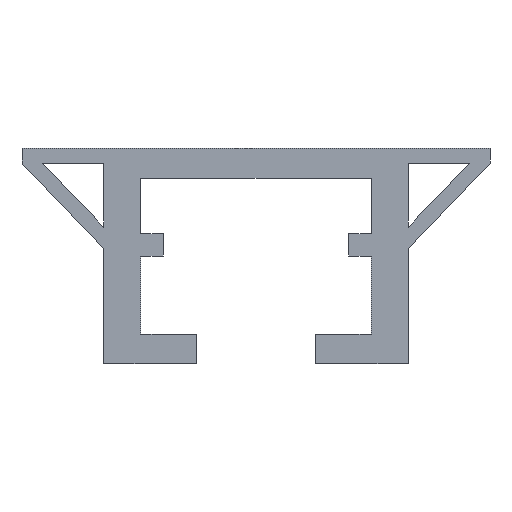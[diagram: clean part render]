
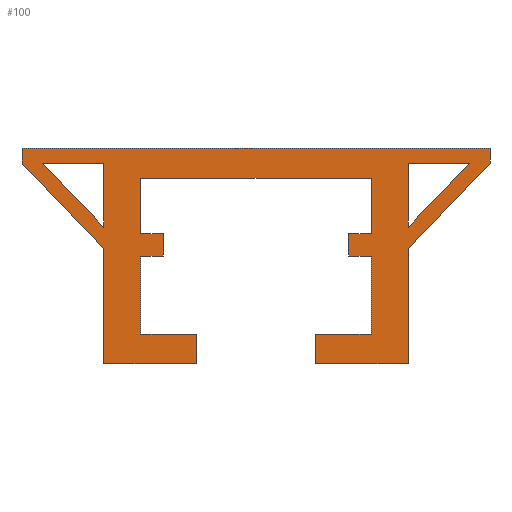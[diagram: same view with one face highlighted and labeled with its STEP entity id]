
A CAD part, front view. The second image highlights one B-rep face of the part: STEP entity #100.
In plain terms, the highlighted planar face has unit normal (0, -1, 0).
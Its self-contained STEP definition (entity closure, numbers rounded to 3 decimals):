
#100=ADVANCED_FACE('',(#160,#161,#162),#163,.T.);
#160=FACE_OUTER_BOUND('',#228,.T.);
#161=FACE_BOUND('',#229,.T.);
#162=FACE_BOUND('',#230,.T.);
#163=PLANE('',#231);
#228=EDGE_LOOP('',(#445,#446,#447,#448,#449,#450,#451,#452,#453,#454,#455,#456,#457,#458,#459,#460,#461,#462,#463,#464,#465,#466,#467,#468));
#229=EDGE_LOOP('',(#469,#470,#471));
#230=EDGE_LOOP('',(#472,#473,#474));
#231=AXIS2_PLACEMENT_3D('',#475,#476,#477);
#445=ORIENTED_EDGE('',*,*,#520,.F.);
#446=ORIENTED_EDGE('',*,*,#590,.F.);
#447=ORIENTED_EDGE('',*,*,#587,.F.);
#448=ORIENTED_EDGE('',*,*,#584,.F.);
#449=ORIENTED_EDGE('',*,*,#581,.F.);
#450=ORIENTED_EDGE('',*,*,#578,.F.);
#451=ORIENTED_EDGE('',*,*,#575,.F.);
#452=ORIENTED_EDGE('',*,*,#572,.F.);
#453=ORIENTED_EDGE('',*,*,#569,.F.);
#454=ORIENTED_EDGE('',*,*,#566,.F.);
#455=ORIENTED_EDGE('',*,*,#563,.F.);
#456=ORIENTED_EDGE('',*,*,#560,.F.);
#457=ORIENTED_EDGE('',*,*,#557,.F.);
#458=ORIENTED_EDGE('',*,*,#554,.F.);
#459=ORIENTED_EDGE('',*,*,#551,.F.);
#460=ORIENTED_EDGE('',*,*,#548,.F.);
#461=ORIENTED_EDGE('',*,*,#545,.F.);
#462=ORIENTED_EDGE('',*,*,#542,.F.);
#463=ORIENTED_EDGE('',*,*,#539,.F.);
#464=ORIENTED_EDGE('',*,*,#536,.F.);
#465=ORIENTED_EDGE('',*,*,#533,.F.);
#466=ORIENTED_EDGE('',*,*,#530,.F.);
#467=ORIENTED_EDGE('',*,*,#527,.F.);
#468=ORIENTED_EDGE('',*,*,#524,.F.);
#469=ORIENTED_EDGE('',*,*,#598,.T.);
#470=ORIENTED_EDGE('',*,*,#599,.T.);
#471=ORIENTED_EDGE('',*,*,#600,.T.);
#472=ORIENTED_EDGE('',*,*,#601,.T.);
#473=ORIENTED_EDGE('',*,*,#602,.T.);
#474=ORIENTED_EDGE('',*,*,#603,.T.);
#475=CARTESIAN_POINT('',(-31.5,0.0,-29.0));
#476=DIRECTION('',(0.0,-1.0,0.0));
#477=DIRECTION('',(0.0,0.0,-1.0));
#520=EDGE_CURVE('',#610,#611,#612,.T.);
#524=EDGE_CURVE('',#611,#618,#619,.T.);
#527=EDGE_CURVE('',#618,#623,#624,.T.);
#530=EDGE_CURVE('',#623,#628,#629,.T.);
#533=EDGE_CURVE('',#628,#633,#634,.T.);
#536=EDGE_CURVE('',#633,#638,#639,.T.);
#539=EDGE_CURVE('',#638,#643,#644,.T.);
#542=EDGE_CURVE('',#643,#648,#649,.T.);
#545=EDGE_CURVE('',#648,#653,#654,.T.);
#548=EDGE_CURVE('',#653,#658,#659,.T.);
#551=EDGE_CURVE('',#658,#663,#664,.T.);
#554=EDGE_CURVE('',#663,#668,#669,.T.);
#557=EDGE_CURVE('',#668,#673,#674,.T.);
#560=EDGE_CURVE('',#673,#678,#679,.T.);
#563=EDGE_CURVE('',#678,#683,#684,.T.);
#566=EDGE_CURVE('',#683,#688,#689,.T.);
#569=EDGE_CURVE('',#688,#693,#694,.T.);
#572=EDGE_CURVE('',#693,#698,#699,.T.);
#575=EDGE_CURVE('',#698,#703,#704,.T.);
#578=EDGE_CURVE('',#703,#708,#709,.T.);
#581=EDGE_CURVE('',#708,#713,#714,.T.);
#584=EDGE_CURVE('',#713,#718,#719,.T.);
#587=EDGE_CURVE('',#718,#723,#724,.T.);
#590=EDGE_CURVE('',#723,#610,#728,.T.);
#598=EDGE_CURVE('',#742,#743,#744,.T.);
#599=EDGE_CURVE('',#743,#745,#746,.T.);
#600=EDGE_CURVE('',#745,#742,#747,.T.);
#601=EDGE_CURVE('',#748,#749,#750,.T.);
#602=EDGE_CURVE('',#749,#751,#752,.T.);
#603=EDGE_CURVE('',#751,#748,#753,.T.);
#610=VERTEX_POINT('',#760);
#611=VERTEX_POINT('',#761);
#612=LINE('',#762,#763);
#618=VERTEX_POINT('',#772);
#619=LINE('',#773,#774);
#623=VERTEX_POINT('',#780);
#624=LINE('',#781,#782);
#628=VERTEX_POINT('',#788);
#629=LINE('',#789,#790);
#633=VERTEX_POINT('',#796);
#634=LINE('',#797,#798);
#638=VERTEX_POINT('',#804);
#639=LINE('',#805,#806);
#643=VERTEX_POINT('',#812);
#644=LINE('',#813,#814);
#648=VERTEX_POINT('',#820);
#649=LINE('',#821,#822);
#653=VERTEX_POINT('',#828);
#654=LINE('',#829,#830);
#658=VERTEX_POINT('',#836);
#659=LINE('',#837,#838);
#663=VERTEX_POINT('',#844);
#664=LINE('',#845,#846);
#668=VERTEX_POINT('',#852);
#669=LINE('',#853,#854);
#673=VERTEX_POINT('',#860);
#674=LINE('',#861,#862);
#678=VERTEX_POINT('',#868);
#679=LINE('',#869,#870);
#683=VERTEX_POINT('',#876);
#684=LINE('',#877,#878);
#688=VERTEX_POINT('',#884);
#689=LINE('',#885,#886);
#693=VERTEX_POINT('',#892);
#694=LINE('',#893,#894);
#698=VERTEX_POINT('',#900);
#699=LINE('',#901,#902);
#703=VERTEX_POINT('',#908);
#704=LINE('',#909,#910);
#708=VERTEX_POINT('',#916);
#709=LINE('',#917,#918);
#713=VERTEX_POINT('',#924);
#714=LINE('',#925,#926);
#718=VERTEX_POINT('',#932);
#719=LINE('',#933,#934);
#723=VERTEX_POINT('',#940);
#724=LINE('',#941,#942);
#728=LINE('',#948,#949);
#742=VERTEX_POINT('',#970);
#743=VERTEX_POINT('',#971);
#744=LINE('',#972,#973);
#745=VERTEX_POINT('',#974);
#746=LINE('',#975,#976);
#747=LINE('',#977,#978);
#748=VERTEX_POINT('',#979);
#749=VERTEX_POINT('',#980);
#750=LINE('',#981,#982);
#751=VERTEX_POINT('',#983);
#752=LINE('',#984,#985);
#753=LINE('',#986,#987);
#760=CARTESIAN_POINT('',(-31.5,0.0,-2.0));
#761=CARTESIAN_POINT('',(-31.5,0.0,0.));
#762=CARTESIAN_POINT('',(-31.5,0.0,0.));
#763=VECTOR('',#1000,1000.0);
#772=CARTESIAN_POINT('',(31.5,0.0,0.));
#773=CARTESIAN_POINT('',(31.5,0.0,0.));
#774=VECTOR('',#1004,1000.0);
#780=CARTESIAN_POINT('',(31.5,0.0,-2.0));
#781=CARTESIAN_POINT('',(31.5,0.0,0.));
#782=VECTOR('',#1007,1000.0);
#788=CARTESIAN_POINT('',(20.5,0.0,-13.5));
#789=CARTESIAN_POINT('',(31.5,0.0,-2.0));
#790=VECTOR('',#1010,1000.0);
#796=CARTESIAN_POINT('',(20.5,0.0,-29.0));
#797=CARTESIAN_POINT('',(20.5,0.0,-13.5));
#798=VECTOR('',#1013,1000.0);
#804=CARTESIAN_POINT('',(8.0,0.0,-29.0));
#805=CARTESIAN_POINT('',(20.5,0.0,-29.0));
#806=VECTOR('',#1016,1000.0);
#812=CARTESIAN_POINT('',(8.0,0.0,-25.0));
#813=CARTESIAN_POINT('',(8.0,0.0,-29.0));
#814=VECTOR('',#1019,1000.0);
#820=CARTESIAN_POINT('',(15.5,0.0,-25.0));
#821=CARTESIAN_POINT('',(8.0,0.0,-25.0));
#822=VECTOR('',#1022,1000.0);
#828=CARTESIAN_POINT('',(15.5,0.0,-14.5));
#829=CARTESIAN_POINT('',(15.5,0.0,-25.0));
#830=VECTOR('',#1025,1000.0);
#836=CARTESIAN_POINT('',(12.5,0.0,-14.5));
#837=CARTESIAN_POINT('',(15.5,0.0,-14.5));
#838=VECTOR('',#1028,1000.0);
#844=CARTESIAN_POINT('',(12.5,0.0,-11.5));
#845=CARTESIAN_POINT('',(12.5,0.0,-14.5));
#846=VECTOR('',#1031,1000.0);
#852=CARTESIAN_POINT('',(15.5,0.0,-11.5));
#853=CARTESIAN_POINT('',(12.5,0.0,-11.5));
#854=VECTOR('',#1034,1000.0);
#860=CARTESIAN_POINT('',(15.5,0.0,-4.0));
#861=CARTESIAN_POINT('',(15.5,0.0,-11.5));
#862=VECTOR('',#1037,1000.0);
#868=CARTESIAN_POINT('',(-15.5,0.0,-4.0));
#869=CARTESIAN_POINT('',(-15.5,0.0,-4.0));
#870=VECTOR('',#1040,1000.0);
#876=CARTESIAN_POINT('',(-15.5,0.0,-11.5));
#877=CARTESIAN_POINT('',(-15.5,0.0,-11.5));
#878=VECTOR('',#1043,1000.0);
#884=CARTESIAN_POINT('',(-12.5,0.0,-11.5));
#885=CARTESIAN_POINT('',(-12.5,0.0,-11.5));
#886=VECTOR('',#1046,1000.0);
#892=CARTESIAN_POINT('',(-12.5,0.0,-14.5));
#893=CARTESIAN_POINT('',(-12.5,0.0,-14.5));
#894=VECTOR('',#1049,1000.0);
#900=CARTESIAN_POINT('',(-15.5,0.0,-14.5));
#901=CARTESIAN_POINT('',(-15.5,0.0,-14.5));
#902=VECTOR('',#1052,1000.0);
#908=CARTESIAN_POINT('',(-15.5,0.0,-25.0));
#909=CARTESIAN_POINT('',(-15.5,0.0,-25.0));
#910=VECTOR('',#1055,1000.0);
#916=CARTESIAN_POINT('',(-8.0,0.0,-25.0));
#917=CARTESIAN_POINT('',(-8.0,0.0,-25.0));
#918=VECTOR('',#1058,1000.0);
#924=CARTESIAN_POINT('',(-8.0,0.0,-29.0));
#925=CARTESIAN_POINT('',(-8.0,0.0,-29.0));
#926=VECTOR('',#1061,1000.0);
#932=CARTESIAN_POINT('',(-20.5,0.0,-29.0));
#933=CARTESIAN_POINT('',(-20.5,0.0,-29.0));
#934=VECTOR('',#1064,1000.0);
#940=CARTESIAN_POINT('',(-20.5,0.0,-13.5));
#941=CARTESIAN_POINT('',(-20.5,0.0,-13.5));
#942=VECTOR('',#1067,1000.0);
#948=CARTESIAN_POINT('',(-31.5,0.0,-2.0));
#949=VECTOR('',#1070,1000.0);
#970=CARTESIAN_POINT('',(28.732,0.0,-2.0));
#971=CARTESIAN_POINT('',(20.5,0.0,-10.607));
#972=CARTESIAN_POINT('',(28.732,0.0,-2.0));
#973=VECTOR('',#1078,1000.0);
#974=CARTESIAN_POINT('',(20.5,0.0,-2.));
#975=CARTESIAN_POINT('',(20.5,0.0,-10.607));
#976=VECTOR('',#1079,1000.0);
#977=CARTESIAN_POINT('',(20.5,0.0,-2.0));
#978=VECTOR('',#1080,1000.0);
#979=CARTESIAN_POINT('',(-20.5,0.0,-2.0));
#980=CARTESIAN_POINT('',(-20.5,0.0,-10.607));
#981=CARTESIAN_POINT('',(-20.5,0.0,-2.0));
#982=VECTOR('',#1081,1000.0);
#983=CARTESIAN_POINT('',(-28.732,0.0,-2.));
#984=CARTESIAN_POINT('',(-20.5,0.0,-10.607));
#985=VECTOR('',#1082,1000.0);
#986=CARTESIAN_POINT('',(-28.732,0.0,-2.0));
#987=VECTOR('',#1083,1000.0);
#1000=DIRECTION('',(-0.0,-0.0,1.0));
#1004=DIRECTION('',(1.0,-0.0,-0.0));
#1007=DIRECTION('',(0.0,0.0,-1.0));
#1010=DIRECTION('',(-0.691,0.0,-0.723));
#1013=DIRECTION('',(0.,0.0,-1.0));
#1016=DIRECTION('',(-1.0,0.0,0.0));
#1019=DIRECTION('',(0.0,0.0,1.0));
#1022=DIRECTION('',(1.0,0.0,0.0));
#1025=DIRECTION('',(0.,0.0,1.0));
#1028=DIRECTION('',(-1.0,0.0,0.0));
#1031=DIRECTION('',(0.,0.0,1.0));
#1034=DIRECTION('',(1.0,0.0,0.0));
#1037=DIRECTION('',(0.0,0.0,1.0));
#1040=DIRECTION('',(-1.0,-0.0,-0.0));
#1043=DIRECTION('',(-0.0,-0.0,-1.0));
#1046=DIRECTION('',(1.0,-0.0,-0.0));
#1049=DIRECTION('',(0.,-0.0,-1.0));
#1052=DIRECTION('',(-1.0,-0.0,-0.0));
#1055=DIRECTION('',(0.,-0.0,-1.0));
#1058=DIRECTION('',(1.0,-0.0,-0.0));
#1061=DIRECTION('',(-0.0,-0.0,-1.0));
#1064=DIRECTION('',(-1.0,-0.0,-0.0));
#1067=DIRECTION('',(0.,-0.0,1.0));
#1070=DIRECTION('',(-0.691,-0.0,0.723));
#1078=DIRECTION('',(-0.691,0.0,-0.723));
#1079=DIRECTION('',(0.0,0.0,1.0));
#1080=DIRECTION('',(1.0,0.0,0.0));
#1081=DIRECTION('',(0.0,0.0,-1.0));
#1082=DIRECTION('',(-0.691,0.0,0.723));
#1083=DIRECTION('',(1.0,0.0,0.));
